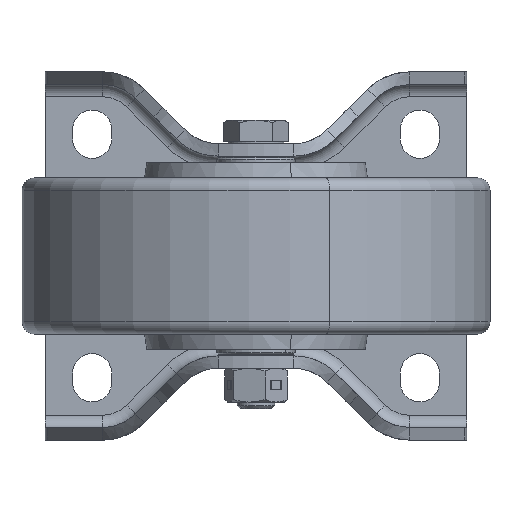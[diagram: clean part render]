
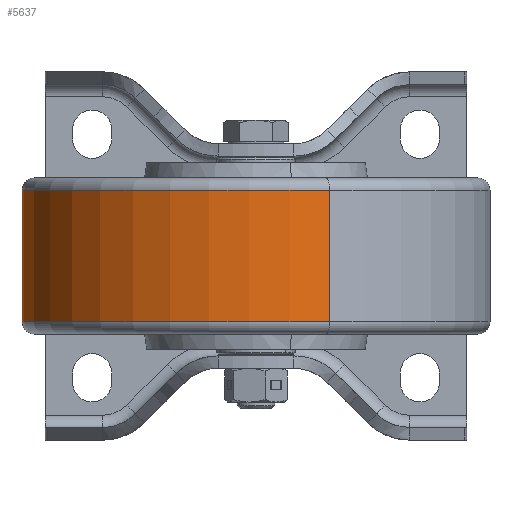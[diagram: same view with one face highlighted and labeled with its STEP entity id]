
A CAD part, front view. The second image highlights one B-rep face of the part: STEP entity #5637.
In plain terms, the highlighted cylindrical face has radius 75 mm (diameter 150 mm), a partial arc.
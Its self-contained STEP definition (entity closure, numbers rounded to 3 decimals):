
#569 = DIRECTION ( 'NONE',  ( 0., 0., -1. ) ) ;
#591 = CARTESIAN_POINT ( 'NONE',  ( -23.618, -49.816, 0. ) ) ;
#908 = CARTESIAN_POINT ( 'NONE',  ( 23.618, -192.184, 0. ) ) ;
#1000 = LINE ( 'NONE', #908, #14131 ) ;
#1409 = CARTESIAN_POINT ( 'NONE',  ( -23.618, -49.816, 21. ) ) ;
#1448 = VECTOR ( 'NONE', #5608, 1000. ) ;
#1756 = VERTEX_POINT ( 'NONE', #1409 ) ;
#2119 = EDGE_CURVE ( 'NONE', #9319, #16325, #1000, .T. ) ;
#2810 = DIRECTION ( 'NONE',  ( 0.315, -0.949, 0. ) ) ;
#3849 = EDGE_LOOP ( 'NONE', ( #6922, #12834, #12644, #15712 ) ) ;
#3893 = EDGE_CURVE ( 'NONE', #13408, #16325, #8563, .T. ) ;
#4969 = CARTESIAN_POINT ( 'NONE',  ( 0., -121., -21. ) ) ;
#5608 = DIRECTION ( 'NONE',  ( 0., 0., -1. ) ) ;
#5637 = ADVANCED_FACE ( 'NONE', ( #13384 ), #14169, .T. ) ;
#5758 = CARTESIAN_POINT ( 'NONE',  ( 0., -121., 0. ) ) ;
#6713 = DIRECTION ( 'NONE',  ( 0., 0., -1. ) ) ;
#6855 = CARTESIAN_POINT ( 'NONE',  ( -23.618, -49.816, -21. ) ) ;
#6922 = ORIENTED_EDGE ( 'NONE', *, *, #2119, .F. ) ;
#7521 = AXIS2_PLACEMENT_3D ( 'NONE', #4969, #13871, #11446 ) ;
#7582 = CARTESIAN_POINT ( 'NONE',  ( 23.618, -192.184, 21. ) ) ;
#7665 = AXIS2_PLACEMENT_3D ( 'NONE', #5758, #569, #8280 ) ;
#8280 = DIRECTION ( 'NONE',  ( -0.315, 0.949, 0. ) ) ;
#8563 = CIRCLE ( 'NONE', #7521, 75. ) ;
#9319 = VERTEX_POINT ( 'NONE', #7582 ) ;
#9439 = LINE ( 'NONE', #591, #1448 ) ;
#11398 = EDGE_CURVE ( 'NONE', #9319, #1756, #11415, .T. ) ;
#11415 = CIRCLE ( 'NONE', #12983, 75. ) ;
#11446 = DIRECTION ( 'NONE',  ( -0.315, 0.949, 0. ) ) ;
#11687 = CARTESIAN_POINT ( 'NONE',  ( 0., -121., 21. ) ) ;
#12644 = ORIENTED_EDGE ( 'NONE', *, *, #13885, .T. ) ;
#12834 = ORIENTED_EDGE ( 'NONE', *, *, #11398, .T. ) ;
#12983 = AXIS2_PLACEMENT_3D ( 'NONE', #11687, #6713, #2810 ) ;
#13384 = FACE_OUTER_BOUND ( 'NONE', #3849, .T. ) ;
#13408 = VERTEX_POINT ( 'NONE', #6855 ) ;
#13871 = DIRECTION ( 'NONE',  ( 0., 0., 1. ) ) ;
#13885 = EDGE_CURVE ( 'NONE', #1756, #13408, #9439, .T. ) ;
#14131 = VECTOR ( 'NONE', #14976, 1000. ) ;
#14169 = CYLINDRICAL_SURFACE ( 'NONE', #7665, 75. ) ;
#14976 = DIRECTION ( 'NONE',  ( 0., 0., -1. ) ) ;
#15712 = ORIENTED_EDGE ( 'NONE', *, *, #3893, .T. ) ;
#16325 = VERTEX_POINT ( 'NONE', #16360 ) ;
#16360 = CARTESIAN_POINT ( 'NONE',  ( 23.618, -192.184, -21. ) ) ;
